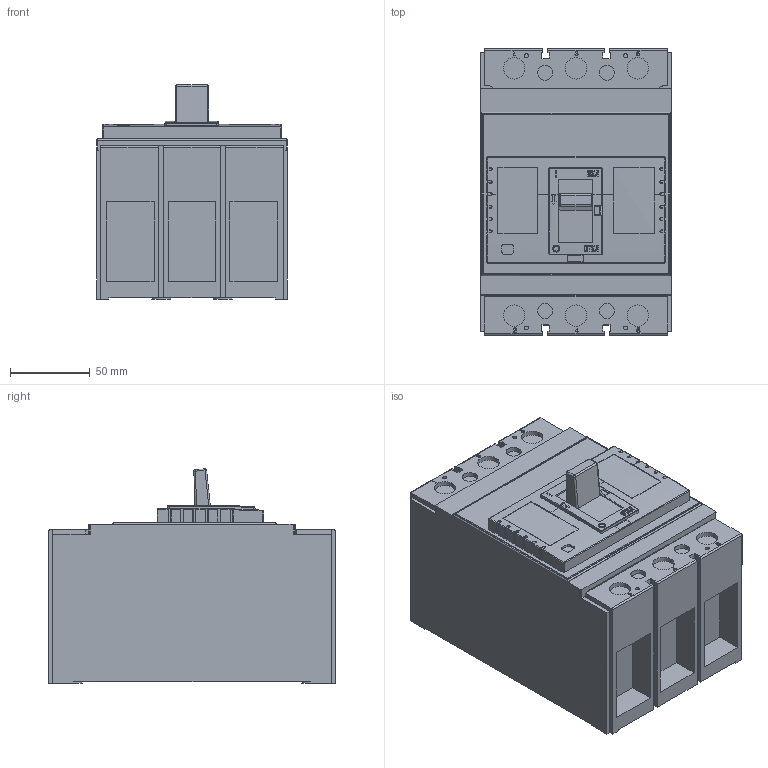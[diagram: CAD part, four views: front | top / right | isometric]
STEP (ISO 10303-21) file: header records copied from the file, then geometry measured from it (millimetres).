
FILE_DESCRIPTION (( 'STEP AP214' ), '1' );
FILE_NAME ('BA44-37 2020.04.25.STEP', '2020-06-01T18:16:01', ( '' ), ( '' ), 'SwSTEP 2.0', 'SolidWorks 2017', '' );
FILE_SCHEMA (( 'AUTOMOTIVE_DESIGN' ));
Length unit declared in the file: millimetre
Products named in the file (1): BA44-37 2020.04.25
Bounding box: 120 x 180 x 134.59 mm (x, y, z)
Volume: 2043662.5 mm3; surface area: 130006.6 mm2
Topology: 1 solids, 4 shells, 804 faces, 2137 edges, 1384 vertices
Faces by surface type: plane 357, cylinder 223, bspline 220, cone 4
Entity records: 39288 total; most frequent: CARTESIAN_POINT 12074, ORIENTED_EDGE 4254, DIRECTION 3141, EDGE_CURVE 2127, VERTEX_POINT 1384, LINE 1161, VECTOR 1161, AXIS2_PLACEMENT_3D 990
